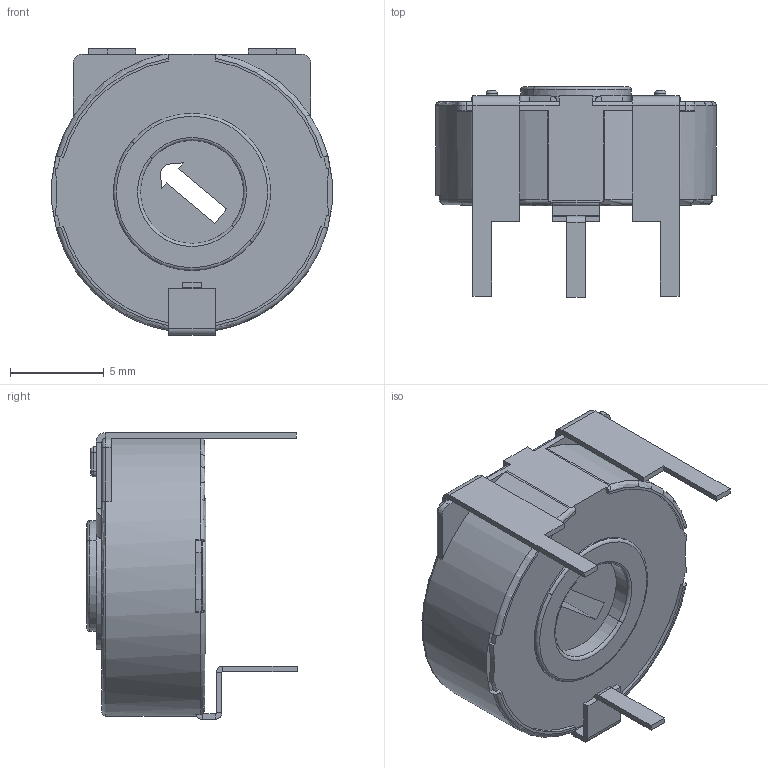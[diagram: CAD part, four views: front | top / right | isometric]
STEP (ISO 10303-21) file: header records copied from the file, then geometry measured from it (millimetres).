
FILE_DESCRIPTION((''),'2;1');
FILE_NAME('BM-564','2013-05-24T',('BMozley'),(''),'PRO/ENGINEER BY PARAMETRIC TECHNOLOGY CORPORATION, 2013050','PRO/ENGINEER BY PARAMETRIC TECHNOLOGY CORPORATION, 2013050','');
FILE_SCHEMA(('CONFIG_CONTROL_DESIGN'));
Length unit declared in the file: millimetre
Products named in the file (1): BM-564
Bounding box: 14.98 x 11.22 x 15.3 mm (x, y, z)
Volume: 953.7 mm3; surface area: 944.4 mm2
Topology: 1 solids, 2 shells, 259 faces, 663 edges, 408 vertices
Faces by surface type: plane 134, cylinder 94, torus 19, bspline 12
Entity records: 8318 total; most frequent: CARTESIAN_POINT 1974, ORIENTED_EDGE 1326, DIRECTION 1322, EDGE_CURVE 663, AXIS2_PLACEMENT_3D 464, VERTEX_POINT 408, VECTOR 394, LINE 394
